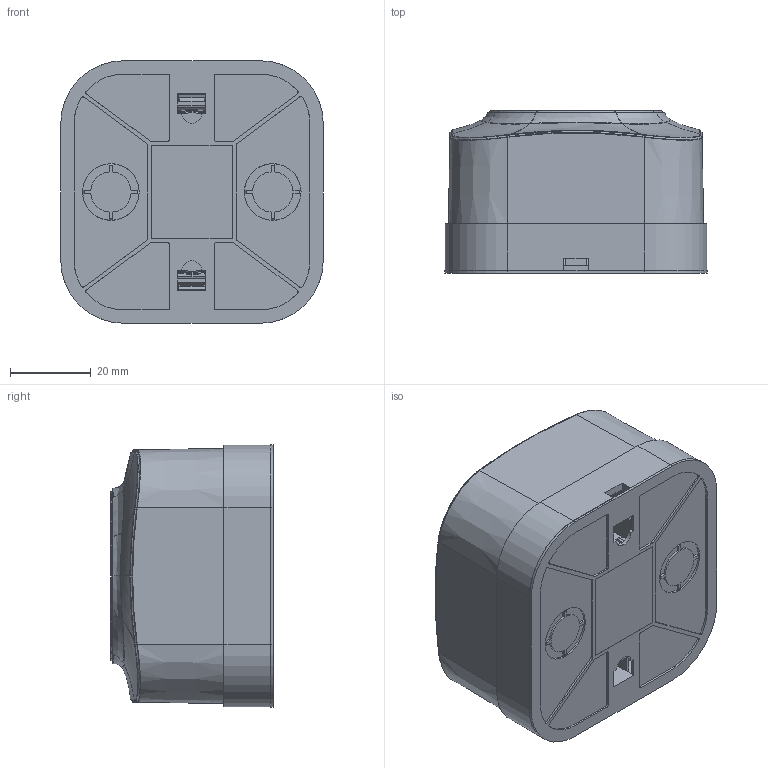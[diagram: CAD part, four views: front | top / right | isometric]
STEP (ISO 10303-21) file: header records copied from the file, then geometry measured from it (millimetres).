
FILE_DESCRIPTION (( 'STEP AP214' ), '1' );
FILE_NAME ('ETH10-K02(òåëåôîí)_EKH10-K01M(êîìï.).STEP', '2024-10-25T12:56:57', ( '' ), ( '' ), 'SwSTEP 2.0', 'SolidWorks 2022', '' );
FILE_SCHEMA (( 'AUTOMOTIVE_DESIGN' ));
Length unit declared in the file: millimetre
Products named in the file (3): ETH10-K02(телефон)_EKH10-K01M(комп.); 73F-1 ________.STEP.STEP.STEP; 73F-GHMB_^73F-1 1______.STEP.STEP.STEP
Assembly tree (2 placements, depth 2):
  ETH10-K02(телефон)_EKH10-K01M(комп.)
    73F-GHMB_^73F-1 1______.STEP.STEP.STEP
    73F-1 ________.STEP.STEP.STEP
Bounding box: 64.9 x 40.2 x 64.9 mm (x, y, z)
Volume: 24316.1 mm3; surface area: 38786.8 mm2
Topology: 2 solids, 2 shells, 1030 faces, 2711 edges, 1699 vertices
Faces by surface type: plane 457, bspline 393, cone 104, cylinder 66, sphere 8, torus 2
Entity records: 50114 total; most frequent: CARTESIAN_POINT 27312, ORIENTED_EDGE 5418, DIRECTION 3709, EDGE_CURVE 2709, VERTEX_POINT 1699, LINE 1369, VECTOR 1369, AXIS2_PLACEMENT_3D 1170
